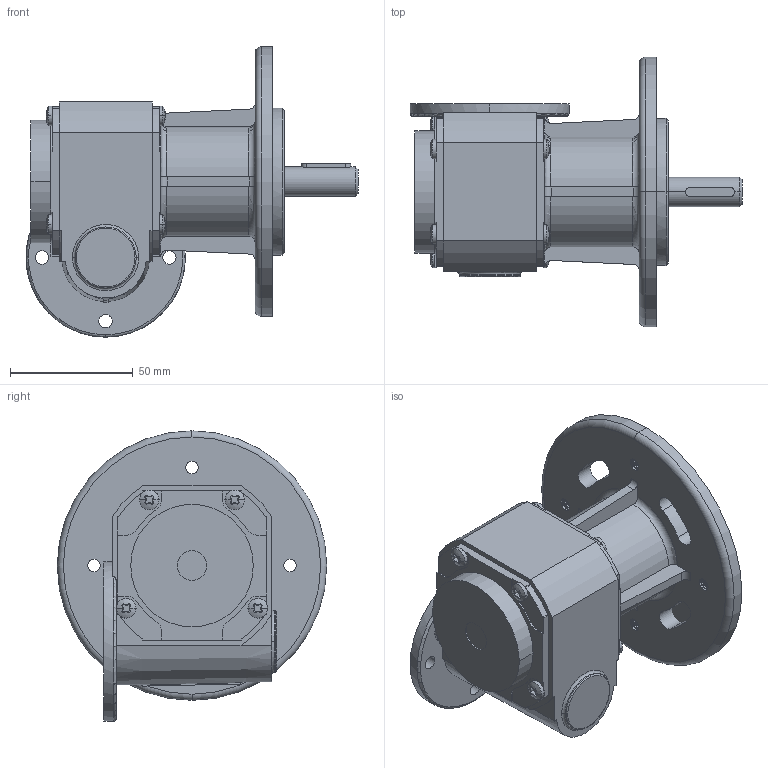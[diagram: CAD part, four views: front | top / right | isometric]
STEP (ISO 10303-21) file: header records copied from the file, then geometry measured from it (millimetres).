
FILE_DESCRIPTION(('modularis output'),'2;1');
FILE_NAME('VE31-G-R_3D.stp','10:23:54 2004/06/17',( 'modularis software ag'),('modularis software ag'), 'unknown preprocess','ACIS','unknown authorization');
FILE_SCHEMA(('AUTOMOTIVE_DESIGN_CC2 {UNKNOWN IMPLEMENTATION LEVEL}'));
Length unit declared in the file: millimetre
Products named in the file (1): PRODUCT_ID_3
Bounding box: 135.5 x 110 x 118.5 mm (x, y, z)
Volume: 371636.8 mm3; surface area: 57624.7 mm2
Topology: 1 solids, 1 shells, 597 faces, 1523 edges, 948 vertices
Faces by surface type: cylinder 260, plane 154, cone 151, sphere 16, torus 16
Entity records: 21704 total; most frequent: CARTESIAN_POINT 3970, ORIENTED_EDGE 3046, DIRECTION 2381, EDGE_CURVE 1523, VERTEX_POINT 948, AXIS2_PLACEMENT_3D 865, VECTOR 651, LINE 651
